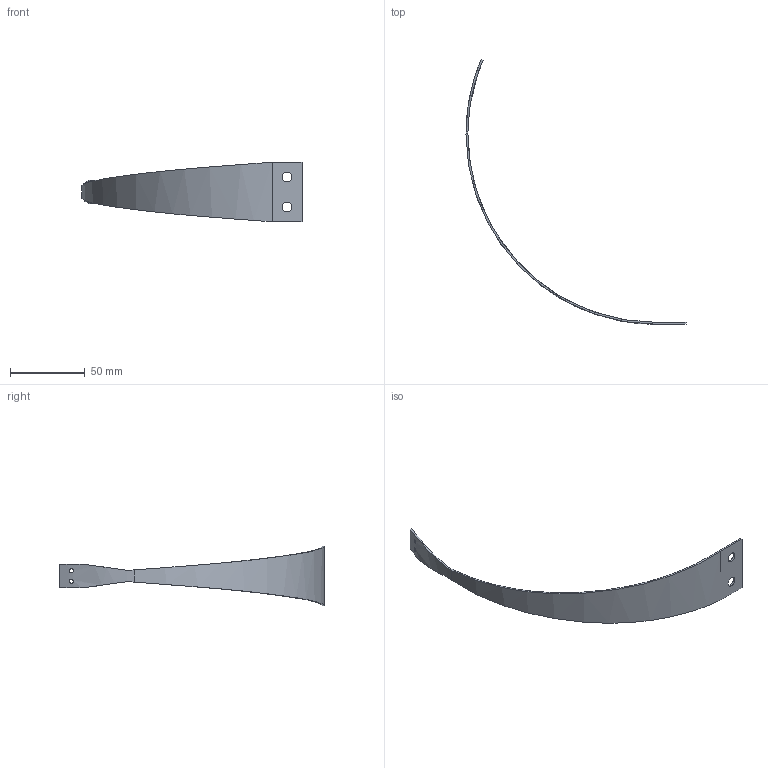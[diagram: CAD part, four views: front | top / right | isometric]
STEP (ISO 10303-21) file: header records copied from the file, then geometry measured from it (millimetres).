
FILE_DESCRIPTION (( 'STEP AP203' ), '1' );
FILE_NAME ('D1001812-v1_aLIGO_SUS_HSTS_Upper Blade.STEP', '2010-07-29T15:31:18', ( ' ' ), ( ' ' ), 'SwSTEP 2.0', 'SolidWorks 2010', '' );
FILE_SCHEMA (( 'CONFIG_CONTROL_DESIGN' ));
Length unit declared in the file: millimetre
Products named in the file (1): D1001812-v1_aLIGO_SUS_HSTS_Upper Blade
Bounding box: 147.3 x 177.28 x 39.88 mm (x, y, z)
Volume: 7931.6 mm3; surface area: 13143.1 mm2
Topology: 1 solids, 1 shells, 24 faces, 62 edges, 40 vertices
Faces by surface type: bspline 8, cylinder 8, plane 8
Entity records: 2067 total; most frequent: CARTESIAN_POINT 1459, ORIENTED_EDGE 124, DIRECTION 78, EDGE_CURVE 62, VERTEX_POINT 40, EDGE_LOOP 32, B_SPLINE_CURVE_WITH_KNOTS 30, AXIS2_PLACEMENT_3D 29
